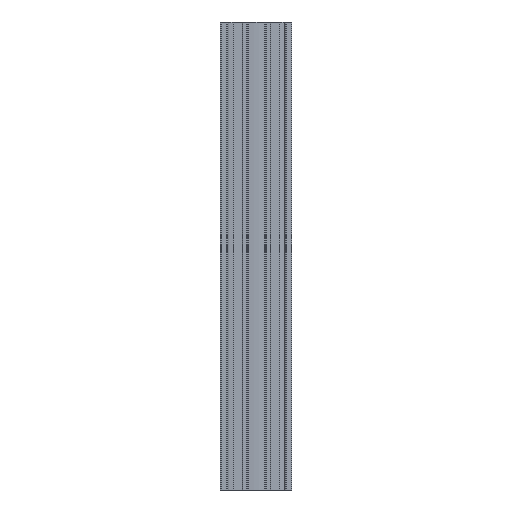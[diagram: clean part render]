
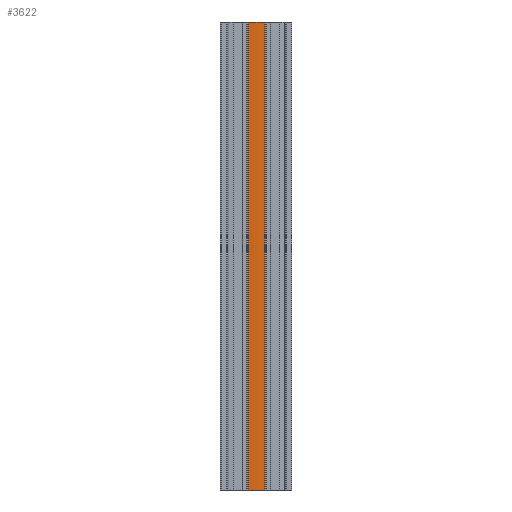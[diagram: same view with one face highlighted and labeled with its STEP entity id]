
A CAD part, front view. The second image highlights one B-rep face of the part: STEP entity #3622.
In plain terms, the highlighted cylindrical face has radius 180.45 mm (diameter 360.9 mm), a partial arc.
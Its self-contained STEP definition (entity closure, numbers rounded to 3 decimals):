
#42 = CARTESIAN_POINT ( 'NONE',  ( 7., -3.1, -1000. ) ) ;
#62 = VERTEX_POINT ( 'NONE', #3407 ) ;
#148 = CARTESIAN_POINT ( 'NONE',  ( 43., -3.1, 0. ) ) ;
#260 = EDGE_CURVE ( 'NONE', #62, #2695, #4144, .T. ) ;
#485 = DIRECTION ( 'NONE',  ( 0., 0., 1. ) ) ;
#560 = EDGE_CURVE ( 'NONE', #3091, #2695, #1206, .T. ) ;
#638 = DIRECTION ( 'NONE',  ( 1., 0., 0. ) ) ;
#678 = DIRECTION ( 'NONE',  ( 1., 0., 0. ) ) ;
#724 = DIRECTION ( 'NONE',  ( 0., 0., 1. ) ) ;
#797 = VERTEX_POINT ( 'NONE', #42 ) ;
#837 = EDGE_CURVE ( 'NONE', #3091, #797, #1224, .T. ) ;
#1206 = LINE ( 'NONE', #5998, #6002 ) ;
#1224 = CIRCLE ( 'NONE', #4789, 180.45 ) ;
#1225 = ORIENTED_EDGE ( 'NONE', *, *, #837, .F. ) ;
#1302 = ORIENTED_EDGE ( 'NONE', *, *, #560, .T. ) ;
#1642 = CARTESIAN_POINT ( 'NONE',  ( 25., 176.45, 0. ) ) ;
#2046 = CARTESIAN_POINT ( 'NONE',  ( 25., 176.45, -1036.011 ) ) ;
#2156 = EDGE_LOOP ( 'NONE', ( #1225, #1302, #4553, #3631 ) ) ;
#2695 = VERTEX_POINT ( 'NONE', #148 ) ;
#2807 = AXIS2_PLACEMENT_3D ( 'NONE', #2046, #2955, #678 ) ;
#2955 = DIRECTION ( 'NONE',  ( 0., 0., 1. ) ) ;
#3091 = VERTEX_POINT ( 'NONE', #3139 ) ;
#3139 = CARTESIAN_POINT ( 'NONE',  ( 43., -3.1, -1000. ) ) ;
#3407 = CARTESIAN_POINT ( 'NONE',  ( 7., -3.1, 0. ) ) ;
#3511 = VECTOR ( 'NONE', #4385, 1000. ) ;
#3622 = ADVANCED_FACE ( 'NONE', ( #4080 ), #4152, .T. ) ;
#3631 = ORIENTED_EDGE ( 'NONE', *, *, #4674, .F. ) ;
#4080 = FACE_OUTER_BOUND ( 'NONE', #2156, .T. ) ;
#4144 = CIRCLE ( 'NONE', #4293, 180.45 ) ;
#4152 = CYLINDRICAL_SURFACE ( 'NONE', #2807, 180.45 ) ;
#4293 = AXIS2_PLACEMENT_3D ( 'NONE', #1642, #724, #5828 ) ;
#4299 = CARTESIAN_POINT ( 'NONE',  ( 25., 176.45, -1000. ) ) ;
#4385 = DIRECTION ( 'NONE',  ( 0., 0., 1. ) ) ;
#4553 = ORIENTED_EDGE ( 'NONE', *, *, #260, .F. ) ;
#4674 = EDGE_CURVE ( 'NONE', #797, #62, #5237, .T. ) ;
#4721 = DIRECTION ( 'NONE',  ( 0., 0., -1. ) ) ;
#4789 = AXIS2_PLACEMENT_3D ( 'NONE', #4299, #4721, #638 ) ;
#4819 = CARTESIAN_POINT ( 'NONE',  ( 7., -3.1, -1036.011 ) ) ;
#5237 = LINE ( 'NONE', #4819, #3511 ) ;
#5828 = DIRECTION ( 'NONE',  ( 1., 0., 0. ) ) ;
#5998 = CARTESIAN_POINT ( 'NONE',  ( 43., -3.1, -1036.011 ) ) ;
#6002 = VECTOR ( 'NONE', #485, 1000. ) ;
